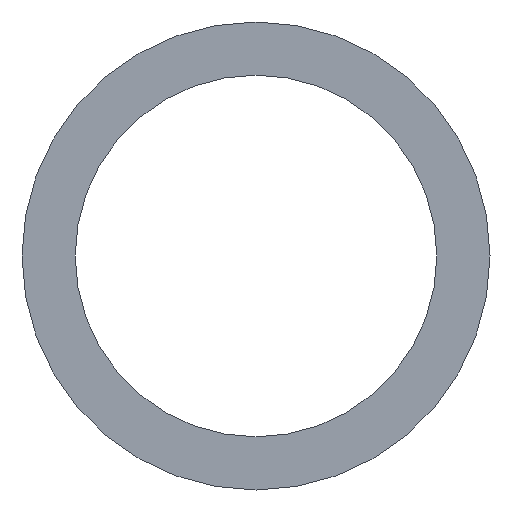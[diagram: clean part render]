
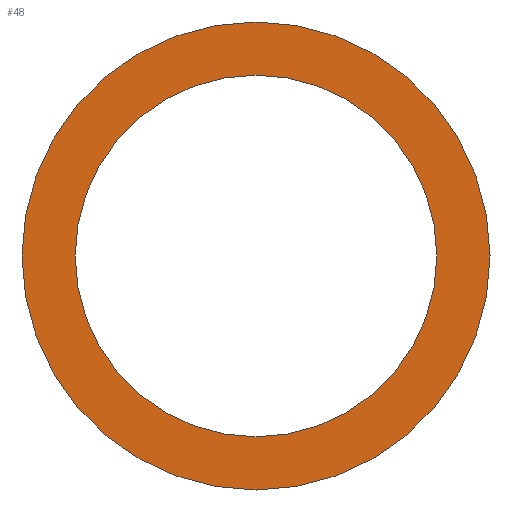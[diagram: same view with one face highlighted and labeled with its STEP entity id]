
A CAD part, front view. The second image highlights one B-rep face of the part: STEP entity #48.
In plain terms, the highlighted planar face has unit normal (0, -1, 0).
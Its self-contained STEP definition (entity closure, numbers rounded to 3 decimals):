
#8 = EDGE_CURVE ( 'NONE', #28, #27, #105, .T. ) ;
#21 = ORIENTED_EDGE ( 'NONE', *, *, #8, .T. ) ;
#22 = ORIENTED_EDGE ( 'NONE', *, *, #26, .T. ) ;
#23 = ORIENTED_EDGE ( 'NONE', *, *, #52, .F. ) ;
#26 = EDGE_CURVE ( 'NONE', #27, #28, #78, .T. ) ;
#27 = VERTEX_POINT ( 'NONE', #73 ) ;
#28 = VERTEX_POINT ( 'NONE', #72 ) ;
#47 = EDGE_LOOP ( 'NONE', ( #21, #22 ) ) ;
#48 = ADVANCED_FACE ( 'NONE', ( #151, #150 ), #115, .F. ) ;
#49 = ORIENTED_EDGE ( 'NONE', *, *, #55, .F. ) ;
#50 = EDGE_LOOP ( 'NONE', ( #49, #23 ) ) ;
#52 = EDGE_CURVE ( 'NONE', #57, #56, #128, .T. ) ;
#55 = EDGE_CURVE ( 'NONE', #56, #57, #148, .T. ) ;
#56 = VERTEX_POINT ( 'NONE', #154 ) ;
#57 = VERTEX_POINT ( 'NONE', #141 ) ;
#72 = CARTESIAN_POINT ( 'NONE',  ( 0., 0., 8.5 ) ) ;
#73 = CARTESIAN_POINT ( 'NONE',  ( 0., 0., -8.5 ) ) ;
#74 = DIRECTION ( 'NONE',  ( 0., 0., 1. ) ) ;
#75 = DIRECTION ( 'NONE',  ( 0., 1., 0. ) ) ;
#76 = CARTESIAN_POINT ( 'NONE',  ( 0., 0., 0. ) ) ;
#77 = AXIS2_PLACEMENT_3D ( 'NONE', #76, #75, #74 ) ;
#78 = CIRCLE ( 'NONE', #77, 8.5 ) ;
#101 = DIRECTION ( 'NONE',  ( 0., 0., 1. ) ) ;
#102 = DIRECTION ( 'NONE',  ( 0., 1., 0. ) ) ;
#103 = CARTESIAN_POINT ( 'NONE',  ( 0., 0., 0. ) ) ;
#104 = AXIS2_PLACEMENT_3D ( 'NONE', #103, #102, #101 ) ;
#105 = CIRCLE ( 'NONE', #104, 8.5 ) ;
#111 = DIRECTION ( 'NONE',  ( 0., 0., 1. ) ) ;
#112 = DIRECTION ( 'NONE',  ( 0., 1., 0. ) ) ;
#113 = CARTESIAN_POINT ( 'NONE',  ( 0., 0., 0. ) ) ;
#114 = AXIS2_PLACEMENT_3D ( 'NONE', #113, #112, #111 ) ;
#115 = PLANE ( 'NONE',  #158 ) ;
#125 = DIRECTION ( 'NONE',  ( 0., 0., 1. ) ) ;
#126 = DIRECTION ( 'NONE',  ( 0., 1., 0. ) ) ;
#127 = AXIS2_PLACEMENT_3D ( 'NONE', #147, #126, #125 ) ;
#128 = CIRCLE ( 'NONE', #127, 11. ) ;
#141 = CARTESIAN_POINT ( 'NONE',  ( 0., 0., -11. ) ) ;
#147 = CARTESIAN_POINT ( 'NONE',  ( 0., 0., 0. ) ) ;
#148 = CIRCLE ( 'NONE', #114, 11. ) ;
#150 = FACE_BOUND ( 'NONE', #47, .T. ) ;
#151 = FACE_OUTER_BOUND ( 'NONE', #50, .T. ) ;
#154 = CARTESIAN_POINT ( 'NONE',  ( 0., 0., 11. ) ) ;
#155 = DIRECTION ( 'NONE',  ( 0., 0., 1. ) ) ;
#156 = DIRECTION ( 'NONE',  ( 0., 1., 0. ) ) ;
#157 = CARTESIAN_POINT ( 'NONE',  ( 8.5, 0., 0. ) ) ;
#158 = AXIS2_PLACEMENT_3D ( 'NONE', #157, #156, #155 ) ;
